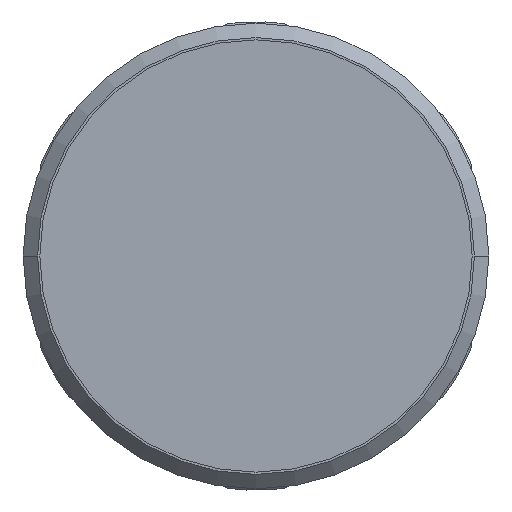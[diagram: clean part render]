
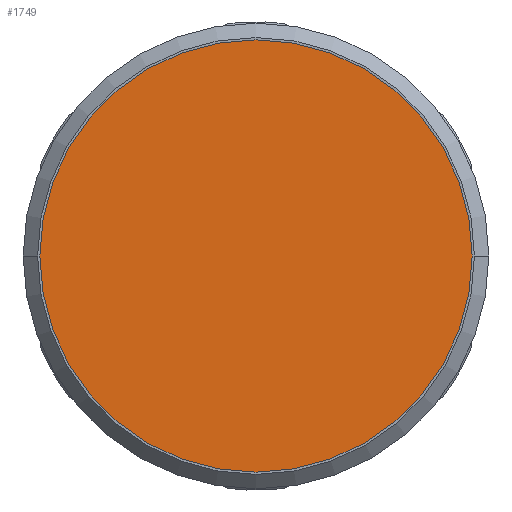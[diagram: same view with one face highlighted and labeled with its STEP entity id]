
A CAD part, front view. The second image highlights one B-rep face of the part: STEP entity #1749.
In plain terms, the highlighted planar face has unit normal (0, -1, 0).
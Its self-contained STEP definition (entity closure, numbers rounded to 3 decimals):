
#795=CARTESIAN_POINT('',(0.,-2.5,0.));
#796=DIRECTION('',(0.,1.,0.));
#797=DIRECTION('',(1.,0.,0.));
#798=AXIS2_PLACEMENT_3D('',#795,#796,#797);
#810=CARTESIAN_POINT('',(0.,-2.5,0.));
#811=DIRECTION('',(0.,-1.,0.));
#812=DIRECTION('',(1.,0.,0.));
#813=AXIS2_PLACEMENT_3D('',#810,#811,#812);
#1071=CARTESIAN_POINT('',(12.,-2.5,0.));
#1072=CARTESIAN_POINT('',(-12.,-2.5,0.));
#1073=VERTEX_POINT('',#1071);
#1074=VERTEX_POINT('',#1072);
#1740=CARTESIAN_POINT('',(0.,-2.5,0.));
#1741=DIRECTION('',(0.,1.,0.));
#1742=DIRECTION('',(1.,0.,0.));
#1743=AXIS2_PLACEMENT_3D('',#1740,#1741,#1742);
#1744=PLANE('',#1743);
#1745=ORIENTED_EDGE('',*,*,#1733,.F.);
#1746=ORIENTED_EDGE('',*,*,#1722,.T.);
#1747=EDGE_LOOP('',(#1745,#1746));
#1748=FACE_OUTER_BOUND('',#1747,.F.);
#799=CIRCLE('',#798,12.);
#814=CIRCLE('',#813,12.);
#1722=EDGE_CURVE('',#1073,#1074,#799,.T.);
#1733=EDGE_CURVE('',#1073,#1074,#814,.T.);
#1749=ADVANCED_FACE('',(#1748),#1744,.F.);
